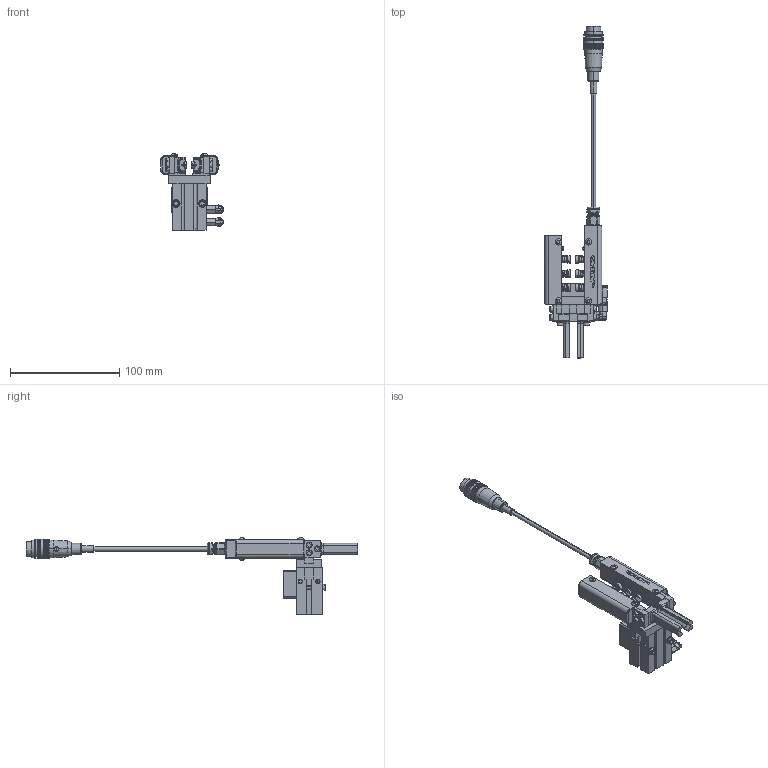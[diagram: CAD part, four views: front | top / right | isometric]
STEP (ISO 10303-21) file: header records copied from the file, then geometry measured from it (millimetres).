
FILE_DESCRIPTION (( 'STEP AP214' ), '1' );
FILE_NAME ('TRA470-A.STEP', '2018-04-24T05:44:13', ( 'Fontanilla' ), ( 'Microsoft' ), 'SwSTEP 2.0', 'SolidWorks 2017', '' );
FILE_SCHEMA (( 'AUTOMOTIVE_DESIGN' ));
Length unit declared in the file: millimetre
Products named in the file (1): TRA470-A
Bounding box: 57.45 x 304.05 x 70 mm (x, y, z)
Surface area: 48955.1 mm2 (no closed solid volume)
Topology: 0 solids, 96 shells, 997 faces, 5720 edges, 4537 vertices
Faces by surface type: plane 547, cylinder 249, cone 110, torus 37, bspline 30, sphere 24
Entity records: 74648 total; most frequent: CARTESIAN_POINT 21262, ORIENTED_EDGE 8187, DIRECTION 7845, EDGE_CURVE 5720, VERTEX_POINT 4537, VECTOR 3417, LINE 3417, AXIS2_PLACEMENT_3D 2214
